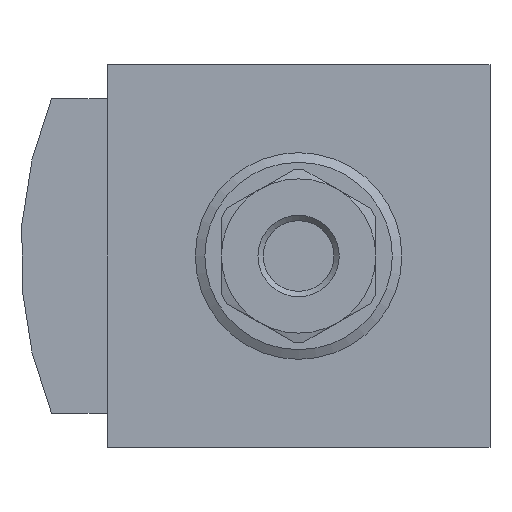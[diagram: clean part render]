
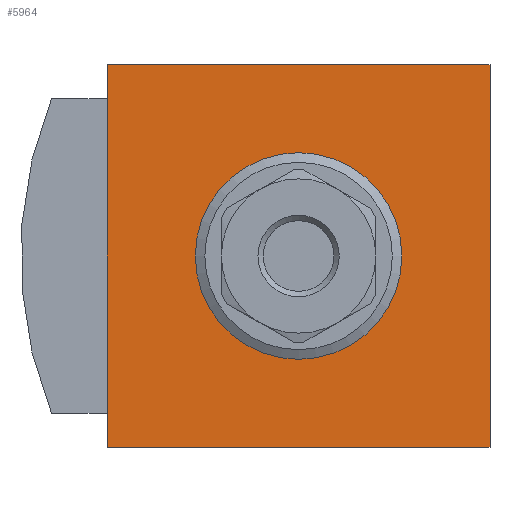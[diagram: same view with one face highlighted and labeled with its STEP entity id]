
A CAD part, front view. The second image highlights one B-rep face of the part: STEP entity #5964.
In plain terms, the highlighted planar face has unit normal (0, -1, 0).
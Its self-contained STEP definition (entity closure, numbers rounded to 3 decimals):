
#139=PLANE('',#6267);
#285=CIRCLE('',#6268,16.732);
#563=LINE('',#8238,#1056);
#570=LINE('',#8251,#1063);
#587=LINE('',#8285,#1080);
#627=LINE('',#8376,#1120);
#1056=VECTOR('',#6910,1000.);
#1063=VECTOR('',#6919,1000.);
#1080=VECTOR('',#6940,1000.);
#1120=VECTOR('',#7018,1000.);
#1864=ORIENTED_EDGE('',*,*,#2924,.F.);
#1865=ORIENTED_EDGE('',*,*,#2835,.F.);
#1866=ORIENTED_EDGE('',*,*,#2828,.F.);
#1867=ORIENTED_EDGE('',*,*,#2853,.F.);
#1868=ORIENTED_EDGE('',*,*,#2902,.F.);
#2828=EDGE_CURVE('',#3378,#3379,#563,.T.);
#2835=EDGE_CURVE('',#3379,#3384,#570,.T.);
#2853=EDGE_CURVE('',#3398,#3378,#587,.T.);
#2902=EDGE_CURVE('',#3384,#3398,#627,.T.);
#2924=EDGE_CURVE('',#3443,#3443,#285,.F.);
#3378=VERTEX_POINT('',#8237);
#3379=VERTEX_POINT('',#8239);
#3384=VERTEX_POINT('',#8252);
#3398=VERTEX_POINT('',#8284);
#3443=VERTEX_POINT('',#8419);
#3714=EDGE_LOOP('',(#1864));
#3715=EDGE_LOOP('',(#1865,#1866,#1867,#1868));
#4001=FACE_BOUND('',#3714,.T.);
#4002=FACE_BOUND('',#3715,.T.);
#5964=ADVANCED_FACE('',(#4001,#4002),#139,.F.);
#6267=AXIS2_PLACEMENT_3D('',#8417,#7057,#7058);
#6268=AXIS2_PLACEMENT_3D('',#8418,#7059,#7060);
#6910=DIRECTION('',(-1.,0.,0.));
#6919=DIRECTION('',(0.,0.,1.));
#6940=DIRECTION('',(0.,0.,-1.));
#7018=DIRECTION('',(1.,0.,0.));
#7057=DIRECTION('',(0.,1.,0.));
#7058=DIRECTION('',(0.,0.,1.));
#7059=DIRECTION('',(0.,1.,0.));
#7060=DIRECTION('',(0.,0.,1.));
#8237=CARTESIAN_POINT('',(31.,-45.5,-31.));
#8238=CARTESIAN_POINT('',(31.,-45.5,-31.));
#8239=CARTESIAN_POINT('',(-31.,-45.5,-31.));
#8251=CARTESIAN_POINT('',(-31.,-45.5,-31.));
#8252=CARTESIAN_POINT('',(-31.,-45.5,31.));
#8284=CARTESIAN_POINT('',(31.,-45.5,31.));
#8285=CARTESIAN_POINT('',(31.,-45.5,31.));
#8376=CARTESIAN_POINT('',(-31.,-45.5,31.));
#8417=CARTESIAN_POINT('',(0.,-45.5,0.));
#8418=CARTESIAN_POINT('',(0.,-45.5,0.));
#8419=CARTESIAN_POINT('',(0.,-45.5,16.732));
